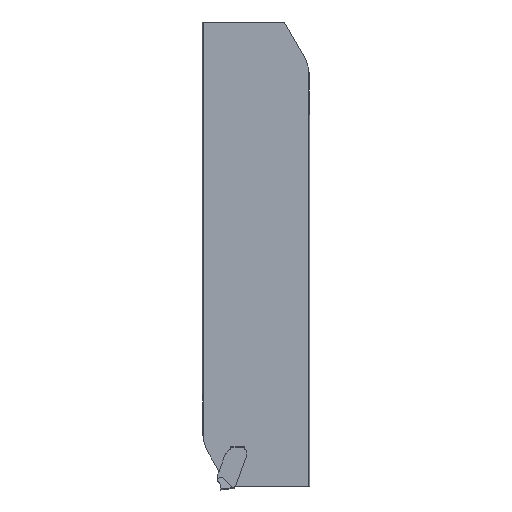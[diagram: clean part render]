
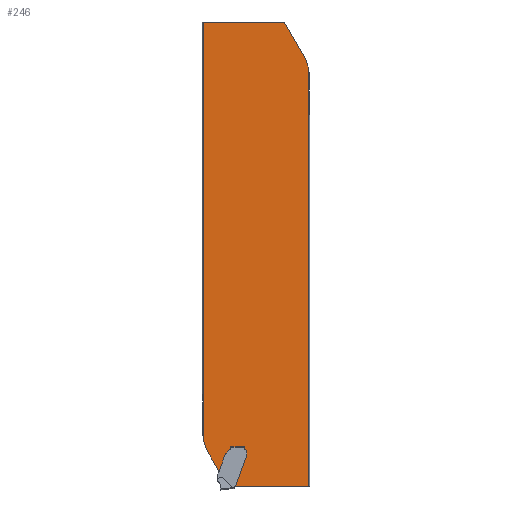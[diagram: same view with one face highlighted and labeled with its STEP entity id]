
A CAD part, left-side view. The second image highlights one B-rep face of the part: STEP entity #246.
In plain terms, the highlighted planar face has unit normal (-1, 0, 0).
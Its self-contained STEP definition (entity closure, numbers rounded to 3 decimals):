
#148=B_SPLINE_CURVE_WITH_KNOTS('',5,(#2742,#2743,#2744,#2745,#2746,#2747),
 .UNSPECIFIED.,.F.,.F.,(6,6),(0.,1.),.UNSPECIFIED.);
#149=B_SPLINE_CURVE_WITH_KNOTS('',5,(#2769,#2770,#2771,#2772,#2773,#2774),
 .UNSPECIFIED.,.F.,.F.,(6,6),(0.,1.),.UNSPECIFIED.);
#192=CIRCLE('',#1919,10.);
#198=CIRCLE('',#1930,0.563);
#199=CIRCLE('',#1931,1.);
#200=CIRCLE('',#1933,0.8);
#201=CIRCLE('',#1934,0.5);
#202=CIRCLE('',#1935,0.75);
#203=CIRCLE('',#1937,1.);
#204=CIRCLE('',#1938,10.);
#246=ADVANCED_FACE('SHANKHEAD_FACE_LEFT',(#372),#329,.T.);
#329=PLANE('',#1939);
#372=FACE_OUTER_BOUND('',#459,.T.);
#459=EDGE_LOOP('',(#657,#658,#659,#660,#661,#662,#663,#664,#665,#666,#667,
#668,#669,#670,#671,#672,#673,#674,#675,#676,#677,#678,#679,#680,#681,#682));
#545=ELLIPSE('',#1932,1.32,1.);
#546=ELLIPSE('',#1936,1.46,1.);
#657=ORIENTED_EDGE('',*,*,#1296,.F.);
#658=ORIENTED_EDGE('',*,*,#1282,.T.);
#659=ORIENTED_EDGE('',*,*,#1297,.T.);
#660=ORIENTED_EDGE('',*,*,#1298,.T.);
#661=ORIENTED_EDGE('',*,*,#1299,.T.);
#662=ORIENTED_EDGE('',*,*,#1300,.F.);
#663=ORIENTED_EDGE('',*,*,#1301,.F.);
#664=ORIENTED_EDGE('',*,*,#1302,.F.);
#665=ORIENTED_EDGE('',*,*,#1303,.T.);
#666=ORIENTED_EDGE('',*,*,#1304,.T.);
#667=ORIENTED_EDGE('',*,*,#1305,.T.);
#668=ORIENTED_EDGE('',*,*,#1306,.F.);
#669=ORIENTED_EDGE('',*,*,#1307,.F.);
#670=ORIENTED_EDGE('',*,*,#1308,.T.);
#671=ORIENTED_EDGE('',*,*,#1309,.F.);
#672=ORIENTED_EDGE('',*,*,#1310,.F.);
#673=ORIENTED_EDGE('',*,*,#1311,.F.);
#674=ORIENTED_EDGE('',*,*,#1312,.F.);
#675=ORIENTED_EDGE('',*,*,#1313,.F.);
#676=ORIENTED_EDGE('',*,*,#1314,.F.);
#677=ORIENTED_EDGE('',*,*,#1315,.T.);
#678=ORIENTED_EDGE('',*,*,#1316,.T.);
#679=ORIENTED_EDGE('',*,*,#1317,.T.);
#680=ORIENTED_EDGE('',*,*,#1318,.T.);
#681=ORIENTED_EDGE('',*,*,#1319,.T.);
#682=ORIENTED_EDGE('',*,*,#1244,.T.);
#1079=VERTEX_POINT('',#2607);
#1080=VERTEX_POINT('',#2609);
#1111=VERTEX_POINT('',#2693);
#1112=VERTEX_POINT('',#2694);
#1119=VERTEX_POINT('',#2735);
#1120=VERTEX_POINT('',#2737);
#1121=VERTEX_POINT('',#2739);
#1122=VERTEX_POINT('',#2741);
#1123=VERTEX_POINT('',#2748);
#1124=VERTEX_POINT('',#2750);
#1125=VERTEX_POINT('',#2752);
#1126=VERTEX_POINT('',#2754);
#1127=VERTEX_POINT('',#2756);
#1128=VERTEX_POINT('',#2758);
#1129=VERTEX_POINT('',#2760);
#1130=VERTEX_POINT('',#2762);
#1131=VERTEX_POINT('',#2764);
#1132=VERTEX_POINT('',#2766);
#1133=VERTEX_POINT('',#2768);
#1134=VERTEX_POINT('',#2775);
#1135=VERTEX_POINT('',#2777);
#1136=VERTEX_POINT('',#2779);
#1137=VERTEX_POINT('',#2781);
#1138=VERTEX_POINT('',#2783);
#1139=VERTEX_POINT('',#2785);
#1140=VERTEX_POINT('',#2787);
#1244=EDGE_CURVE('',#1080,#1079,#1485,.T.);
#1282=EDGE_CURVE('',#1111,#1112,#192,.T.);
#1296=EDGE_CURVE('',#1111,#1079,#1513,.T.);
#1297=EDGE_CURVE('',#1112,#1119,#1514,.T.);
#1298=EDGE_CURVE('',#1119,#1120,#198,.T.);
#1299=EDGE_CURVE('',#1120,#1121,#1515,.T.);
#1300=EDGE_CURVE('',#1122,#1121,#199,.T.);
#1301=EDGE_CURVE('',#1123,#1122,#148,.T.);
#1302=EDGE_CURVE('',#1124,#1123,#545,.T.);
#1303=EDGE_CURVE('',#1124,#1125,#1516,.T.);
#1304=EDGE_CURVE('',#1125,#1126,#200,.T.);
#1305=EDGE_CURVE('',#1126,#1127,#1517,.T.);
#1306=EDGE_CURVE('',#1128,#1127,#1518,.T.);
#1307=EDGE_CURVE('',#1129,#1128,#1519,.T.);
#1308=EDGE_CURVE('',#1129,#1130,#201,.T.);
#1309=EDGE_CURVE('',#1131,#1130,#202,.T.);
#1310=EDGE_CURVE('',#1132,#1131,#1520,.T.);
#1311=EDGE_CURVE('',#1133,#1132,#546,.T.);
#1312=EDGE_CURVE('',#1134,#1133,#149,.T.);
#1313=EDGE_CURVE('',#1135,#1134,#203,.T.);
#1314=EDGE_CURVE('',#1136,#1135,#1521,.T.);
#1315=EDGE_CURVE('',#1136,#1137,#1522,.T.);
#1316=EDGE_CURVE('',#1137,#1138,#1523,.T.);
#1317=EDGE_CURVE('',#1138,#1139,#204,.T.);
#1318=EDGE_CURVE('',#1139,#1140,#1524,.T.);
#1319=EDGE_CURVE('',#1140,#1080,#1525,.T.);
#1485=LINE('',#2608,#1626);
#1513=LINE('',#2733,#1654);
#1514=LINE('',#2734,#1655);
#1515=LINE('',#2738,#1656);
#1516=LINE('',#2751,#1657);
#1517=LINE('',#2755,#1658);
#1518=LINE('',#2757,#1659);
#1519=LINE('',#2759,#1660);
#1520=LINE('',#2765,#1661);
#1521=LINE('',#2778,#1662);
#1522=LINE('',#2780,#1663);
#1523=LINE('',#2782,#1664);
#1524=LINE('',#2786,#1665);
#1525=LINE('',#2788,#1666);
#1626=VECTOR('',#2099,1.);
#1654=VECTOR('',#2187,1.);
#1655=VECTOR('',#2188,1.);
#1656=VECTOR('',#2191,1.);
#1657=VECTOR('',#2196,1.);
#1658=VECTOR('',#2199,1.);
#1659=VECTOR('',#2200,1.);
#1660=VECTOR('',#2201,1.);
#1661=VECTOR('',#2206,1.);
#1662=VECTOR('',#2211,1.);
#1663=VECTOR('',#2212,1.);
#1664=VECTOR('',#2213,1.);
#1665=VECTOR('',#2216,1.);
#1666=VECTOR('',#2217,1.);
#1919=AXIS2_PLACEMENT_3D('',#2692,#2159,#2160);
#1930=AXIS2_PLACEMENT_3D('',#2736,#2189,#2190);
#1931=AXIS2_PLACEMENT_3D('',#2740,#2192,#2193);
#1932=AXIS2_PLACEMENT_3D('',#2749,#2194,#2195);
#1933=AXIS2_PLACEMENT_3D('',#2753,#2197,#2198);
#1934=AXIS2_PLACEMENT_3D('',#2761,#2202,#2203);
#1935=AXIS2_PLACEMENT_3D('',#2763,#2204,#2205);
#1936=AXIS2_PLACEMENT_3D('',#2767,#2207,#2208);
#1937=AXIS2_PLACEMENT_3D('',#2776,#2209,#2210);
#1938=AXIS2_PLACEMENT_3D('',#2784,#2214,#2215);
#1939=AXIS2_PLACEMENT_3D('',#2789,#2218,#2219);
#2099=DIRECTION('',(0.,1.,0.));
#2159=DIRECTION('',(-1.,0.,0.));
#2160=DIRECTION('',(0.,1.,0.));
#2187=DIRECTION('',(0.,0.,1.));
#2188=DIRECTION('',(0.,-0.5,-0.866));
#2189=DIRECTION('',(-1.,0.,0.));
#2190=DIRECTION('',(0.,1.,0.));
#2191=DIRECTION('',(0.,-0.342,0.94));
#2192=DIRECTION('',(-1.,0.,0.));
#2193=DIRECTION('',(0.,1.,0.));
#2194=DIRECTION('',(-1.,0.,0.));
#2195=DIRECTION('',(0.,-0.707,0.707));
#2196=DIRECTION('',(0.,-0.707,0.707));
#2197=DIRECTION('',(-1.,0.,0.));
#2198=DIRECTION('',(0.,1.,0.));
#2199=DIRECTION('',(0.,0.,1.));
#2200=DIRECTION('',(0.,1.,0.));
#2201=DIRECTION('',(0.,0.,1.));
#2202=DIRECTION('',(-1.,0.,0.));
#2203=DIRECTION('',(0.,1.,0.));
#2204=DIRECTION('',(-1.,0.,0.));
#2205=DIRECTION('',(0.,1.,0.));
#2206=DIRECTION('',(0.,0.,1.));
#2207=DIRECTION('',(-1.,0.,0.));
#2208=DIRECTION('',(0.,0.,-1.));
#2209=DIRECTION('',(-1.,0.,0.));
#2210=DIRECTION('',(0.,1.,0.));
#2211=DIRECTION('',(0.,-0.342,0.94));
#2212=DIRECTION('',(0.,-1.,0.));
#2213=DIRECTION('',(0.,0.,1.));
#2214=DIRECTION('',(-1.,0.,0.));
#2215=DIRECTION('',(0.,1.,0.));
#2216=DIRECTION('',(0.,0.5,0.866));
#2217=DIRECTION('',(0.,0.,1.));
#2218=DIRECTION('',(-1.,0.,0.));
#2219=DIRECTION('',(0.,1.,0.));
#2607=CARTESIAN_POINT('',(-2.35,25.27,0.));
#2608=CARTESIAN_POINT('',(-2.35,28.25,0.));
#2609=CARTESIAN_POINT('',(-2.35,6.147,0.));
#2692=CARTESIAN_POINT('',(-2.35,15.475,-96.291));
#2693=CARTESIAN_POINT('',(-2.35,25.27,-98.302));
#2694=CARTESIAN_POINT('',(-2.35,24.135,-101.291));
#2733=CARTESIAN_POINT('',(-2.35,25.27,-121.));
#2734=CARTESIAN_POINT('',(-2.35,15.293,-116.605));
#2735=CARTESIAN_POINT('',(-2.35,21.664,-105.571));
#2736=CARTESIAN_POINT('',(-2.35,22.07,-105.18));
#2737=CARTESIAN_POINT('',(-2.35,21.54,-105.373));
#2738=CARTESIAN_POINT('',(-2.35,28.339,-124.053));
#2739=CARTESIAN_POINT('',(-2.35,20.208,-101.711));
#2740=CARTESIAN_POINT('',(-2.35,19.268,-102.053));
#2741=CARTESIAN_POINT('',(-2.35,20.09,-101.484));
#2742=CARTESIAN_POINT('',(-2.35,20.061,-101.446));
#2743=CARTESIAN_POINT('',(-2.35,20.067,-101.453));
#2744=CARTESIAN_POINT('',(-2.35,20.073,-101.461));
#2745=CARTESIAN_POINT('',(-2.35,20.079,-101.468));
#2746=CARTESIAN_POINT('',(-2.35,20.084,-101.476));
#2747=CARTESIAN_POINT('',(-2.35,20.09,-101.484));
#2748=CARTESIAN_POINT('',(-2.35,20.061,-101.446));
#2749=CARTESIAN_POINT('',(-2.35,19.234,-102.019));
#2750=CARTESIAN_POINT('',(-2.35,19.941,-101.312));
#2751=CARTESIAN_POINT('',(-2.35,35.482,-116.853));
#2752=CARTESIAN_POINT('',(-2.35,19.104,-100.476));
#2753=CARTESIAN_POINT('',(-2.35,19.67,-99.91));
#2754=CARTESIAN_POINT('',(-2.35,18.87,-99.91));
#2755=CARTESIAN_POINT('',(-2.35,18.87,-124.085));
#2756=CARTESIAN_POINT('',(-2.35,18.87,-99.81));
#2757=CARTESIAN_POINT('',(-2.35,28.25,-99.81));
#2758=CARTESIAN_POINT('',(-2.35,15.651,-99.81));
#2759=CARTESIAN_POINT('',(-2.35,15.651,-124.085));
#2760=CARTESIAN_POINT('',(-2.35,15.651,-100.105));
#2761=CARTESIAN_POINT('',(-2.35,15.151,-100.105));
#2762=CARTESIAN_POINT('',(-2.35,15.451,-100.505));
#2763=CARTESIAN_POINT('',(-2.35,15.901,-101.105));
#2764=CARTESIAN_POINT('',(-2.35,15.151,-101.105));
#2765=CARTESIAN_POINT('',(-2.35,15.151,-124.085));
#2766=CARTESIAN_POINT('',(-2.35,15.151,-101.559));
#2767=CARTESIAN_POINT('',(-2.35,16.151,-101.559));
#2768=CARTESIAN_POINT('',(-2.35,15.176,-101.884));
#2769=CARTESIAN_POINT('',(-2.35,15.193,-101.961));
#2770=CARTESIAN_POINT('',(-2.35,15.189,-101.946));
#2771=CARTESIAN_POINT('',(-2.35,15.185,-101.931));
#2772=CARTESIAN_POINT('',(-2.35,15.181,-101.916));
#2773=CARTESIAN_POINT('',(-2.35,15.178,-101.9));
#2774=CARTESIAN_POINT('',(-2.35,15.176,-101.884));
#2775=CARTESIAN_POINT('',(-2.35,15.193,-101.961));
#2776=CARTESIAN_POINT('',(-2.35,16.151,-101.672));
#2777=CARTESIAN_POINT('',(-2.35,15.211,-102.014));
#2778=CARTESIAN_POINT('',(-2.35,23.83,-125.694));
#2779=CARTESIAN_POINT('',(-2.35,17.807,-109.148));
#2780=CARTESIAN_POINT('',(-2.35,28.25,-109.148));
#2781=CARTESIAN_POINT('',(-2.35,0.63,-109.148));
#2782=CARTESIAN_POINT('',(-2.35,0.63,-121.));
#2783=CARTESIAN_POINT('',(-2.35,0.63,-10.846));
#2784=CARTESIAN_POINT('',(-2.35,10.425,-12.857));
#2785=CARTESIAN_POINT('',(-2.35,1.765,-7.857));
#2786=CARTESIAN_POINT('',(-2.35,-41.942,-83.56));
#2787=CARTESIAN_POINT('',(-2.35,6.147,-0.268));
#2788=CARTESIAN_POINT('',(-2.35,6.147,-124.085));
#2789=CARTESIAN_POINT('',(-2.35,28.25,-124.085));
